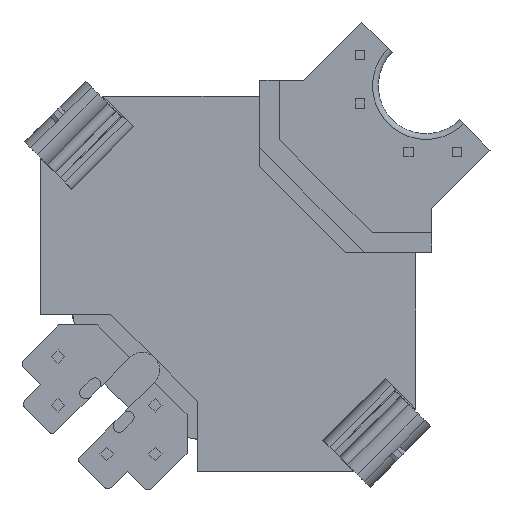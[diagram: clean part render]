
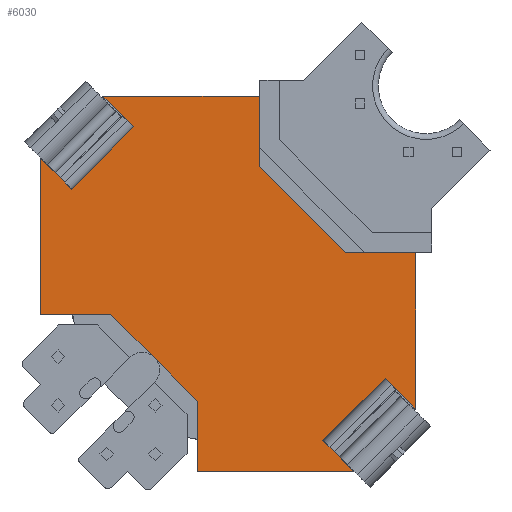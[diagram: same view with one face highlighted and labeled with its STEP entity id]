
A CAD part, front view. The second image highlights one B-rep face of the part: STEP entity #6030.
In plain terms, the highlighted face is planar.
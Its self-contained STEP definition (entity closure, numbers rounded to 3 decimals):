
#41 = VECTOR ( 'NONE', #4104, 1000. ) ;
#138 = CARTESIAN_POINT ( 'NONE',  ( 0., 0., -10.41 ) ) ;
#202 = CARTESIAN_POINT ( 'NONE',  ( 0., -17.43, 0. ) ) ;
#267 = DIRECTION ( 'NONE',  ( 0., 0., -1. ) ) ;
#373 = DIRECTION ( 'NONE',  ( 0., -1., 0. ) ) ;
#385 = VECTOR ( 'NONE', #1789, 1000. ) ;
#457 = LINE ( 'NONE', #4347, #6197 ) ;
#532 = DIRECTION ( 'NONE',  ( 0., 0.707, -0.707 ) ) ;
#594 = CARTESIAN_POINT ( 'NONE',  ( 0., 0., -5.79 ) ) ;
#688 = CARTESIAN_POINT ( 'NONE',  ( 0., -23.22, -5.79 ) ) ;
#708 = ORIENTED_EDGE ( 'NONE', *, *, #6313, .T. ) ;
#721 = FACE_OUTER_BOUND ( 'NONE', #6568, .T. ) ;
#776 = CARTESIAN_POINT ( 'NONE',  ( 0., -5.79, -16.2 ) ) ;
#843 = CARTESIAN_POINT ( 'NONE',  ( 0., 0., -10.41 ) ) ;
#909 = CARTESIAN_POINT ( 'NONE',  ( 0., -23.22, -10.41 ) ) ;
#916 = VERTEX_POINT ( 'NONE', #1228 ) ;
#924 = VERTEX_POINT ( 'NONE', #202 ) ;
#976 = VERTEX_POINT ( 'NONE', #5195 ) ;
#1017 = LINE ( 'NONE', #4002, #6204 ) ;
#1032 = CARTESIAN_POINT ( 'NONE',  ( 0., -8.39, -2.6 ) ) ;
#1034 = CARTESIAN_POINT ( 'NONE',  ( 0., -23.22, -5.79 ) ) ;
#1112 = VERTEX_POINT ( 'NONE', #2281 ) ;
#1156 = LINE ( 'NONE', #1584, #5071 ) ;
#1198 = VECTOR ( 'NONE', #2158, 1000. ) ;
#1228 = CARTESIAN_POINT ( 'NONE',  ( 0., -17.43, -16.2 ) ) ;
#1235 = LINE ( 'NONE', #2696, #5923 ) ;
#1295 = VECTOR ( 'NONE', #532, 1000. ) ;
#1296 = VERTEX_POINT ( 'NONE', #4579 ) ;
#1374 = CARTESIAN_POINT ( 'NONE',  ( 0., 0., -5.79 ) ) ;
#1501 = VERTEX_POINT ( 'NONE', #1032 ) ;
#1525 = LINE ( 'NONE', #3546, #3747 ) ;
#1584 = CARTESIAN_POINT ( 'NONE',  ( 0., -23.22, -10.41 ) ) ;
#1720 = CARTESIAN_POINT ( 'NONE',  ( 0., 0., -16.2 ) ) ;
#1775 = CARTESIAN_POINT ( 'NONE',  ( 0., -14.83, -2.6 ) ) ;
#1779 = LINE ( 'NONE', #688, #4962 ) ;
#1789 = DIRECTION ( 'NONE',  ( 0., -0.707, -0.707 ) ) ;
#1800 = EDGE_CURVE ( 'NONE', #3100, #916, #6347, .T. ) ;
#1812 = DIRECTION ( 'NONE',  ( 0., -1., 0. ) ) ;
#1873 = CARTESIAN_POINT ( 'NONE',  ( 0., -23.22, -10.41 ) ) ;
#1880 = CARTESIAN_POINT ( 'NONE',  ( 0., -8.39, -2.6 ) ) ;
#1916 = EDGE_CURVE ( 'NONE', #6532, #1501, #6010, .T. ) ;
#1976 = CARTESIAN_POINT ( 'NONE',  ( 0., 0., -5.79 ) ) ;
#1980 = VERTEX_POINT ( 'NONE', #5012 ) ;
#2079 = ORIENTED_EDGE ( 'NONE', *, *, #4235, .F. ) ;
#2158 = DIRECTION ( 'NONE',  ( 0., -1., 0. ) ) ;
#2281 = CARTESIAN_POINT ( 'NONE',  ( 0., -20.93, -5.79 ) ) ;
#2314 = EDGE_CURVE ( 'NONE', #1112, #3525, #1779, .T. ) ;
#2327 = ORIENTED_EDGE ( 'NONE', *, *, #5787, .T. ) ;
#2350 = VECTOR ( 'NONE', #267, 1000. ) ;
#2480 = ORIENTED_EDGE ( 'NONE', *, *, #5342, .T. ) ;
#2489 = ORIENTED_EDGE ( 'NONE', *, *, #5873, .T. ) ;
#2517 = EDGE_CURVE ( 'NONE', #916, #6266, #1156, .T. ) ;
#2573 = LINE ( 'NONE', #1976, #41 ) ;
#2592 = ORIENTED_EDGE ( 'NONE', *, *, #2314, .T. ) ;
#2621 = LINE ( 'NONE', #3050, #1295 ) ;
#2637 = ORIENTED_EDGE ( 'NONE', *, *, #1916, .T. ) ;
#2671 = VERTEX_POINT ( 'NONE', #776 ) ;
#2696 = CARTESIAN_POINT ( 'NONE',  ( 0., -5.79, -16.2 ) ) ;
#2744 = PLANE ( 'NONE',  #3115 ) ;
#2788 = DIRECTION ( 'NONE',  ( 0., -0.707, 0.707 ) ) ;
#2794 = VERTEX_POINT ( 'NONE', #1374 ) ;
#3034 = DIRECTION ( 'NONE',  ( 0., -0.707, 0.707 ) ) ;
#3050 = CARTESIAN_POINT ( 'NONE',  ( 0., -17.43, 0. ) ) ;
#3100 = VERTEX_POINT ( 'NONE', #5263 ) ;
#3115 = AXIS2_PLACEMENT_3D ( 'NONE', #1720, #4688, #3275 ) ;
#3144 = EDGE_CURVE ( 'NONE', #2671, #976, #1235, .T. ) ;
#3218 = DIRECTION ( 'NONE',  ( 0., -1., 0. ) ) ;
#3275 = DIRECTION ( 'NONE',  ( 0., -1., 0. ) ) ;
#3280 = CARTESIAN_POINT ( 'NONE',  ( 0., -17.43, -16.2 ) ) ;
#3488 = ORIENTED_EDGE ( 'NONE', *, *, #2517, .T. ) ;
#3499 = ORIENTED_EDGE ( 'NONE', *, *, #4021, .T. ) ;
#3525 = VERTEX_POINT ( 'NONE', #1034 ) ;
#3546 = CARTESIAN_POINT ( 'NONE',  ( 0., -5.79, 0. ) ) ;
#3564 = LINE ( 'NONE', #909, #4901 ) ;
#3647 = VECTOR ( 'NONE', #5049, 1000. ) ;
#3701 = VERTEX_POINT ( 'NONE', #5382 ) ;
#3747 = VECTOR ( 'NONE', #5585, 1000. ) ;
#3749 = CARTESIAN_POINT ( 'NONE',  ( 0., -2.29, -5.79 ) ) ;
#3861 = DIRECTION ( 'NONE',  ( 0., 0., -1. ) ) ;
#3923 = LINE ( 'NONE', #5752, #5870 ) ;
#4002 = CARTESIAN_POINT ( 'NONE',  ( 0., -23.22, -5.79 ) ) ;
#4021 = EDGE_CURVE ( 'NONE', #5474, #1296, #4366, .T. ) ;
#4047 = LINE ( 'NONE', #138, #1198 ) ;
#4104 = DIRECTION ( 'NONE',  ( 0., 0.707, -0.707 ) ) ;
#4116 = VERTEX_POINT ( 'NONE', #843 ) ;
#4141 = DIRECTION ( 'NONE',  ( 0., 0.707, 0.707 ) ) ;
#4219 = ORIENTED_EDGE ( 'NONE', *, *, #5306, .F. ) ;
#4235 = EDGE_CURVE ( 'NONE', #3701, #6266, #3564, .T. ) ;
#4280 = ORIENTED_EDGE ( 'NONE', *, *, #5330, .T. ) ;
#4347 = CARTESIAN_POINT ( 'NONE',  ( 0., 0., -10.41 ) ) ;
#4366 = LINE ( 'NONE', #4903, #6491 ) ;
#4546 = DIRECTION ( 'NONE',  ( 0., 1., 0. ) ) ;
#4548 = LINE ( 'NONE', #594, #3647 ) ;
#4579 = CARTESIAN_POINT ( 'NONE',  ( 0., -2.29, -10.41 ) ) ;
#4688 = DIRECTION ( 'NONE',  ( -1., 0., 0. ) ) ;
#4790 = LINE ( 'NONE', #5825, #2350 ) ;
#4901 = VECTOR ( 'NONE', #373, 1000. ) ;
#4903 = CARTESIAN_POINT ( 'NONE',  ( 0., -2.29, -5.79 ) ) ;
#4945 = DIRECTION ( 'NONE',  ( 0., -0.707, -0.707 ) ) ;
#4962 = VECTOR ( 'NONE', #1812, 1000. ) ;
#5012 = CARTESIAN_POINT ( 'NONE',  ( 0., -5.79, 0. ) ) ;
#5013 = EDGE_CURVE ( 'NONE', #1112, #3701, #4790, .T. ) ;
#5049 = DIRECTION ( 'NONE',  ( 0., -1., 0. ) ) ;
#5071 = VECTOR ( 'NONE', #3034, 1000. ) ;
#5195 = CARTESIAN_POINT ( 'NONE',  ( 0., -8.39, -13.6 ) ) ;
#5263 = CARTESIAN_POINT ( 'NONE',  ( 0., -14.83, -13.6 ) ) ;
#5306 = EDGE_CURVE ( 'NONE', #4116, #1296, #4047, .T. ) ;
#5330 = EDGE_CURVE ( 'NONE', #924, #6532, #2621, .T. ) ;
#5342 = EDGE_CURVE ( 'NONE', #976, #3100, #3923, .T. ) ;
#5382 = CARTESIAN_POINT ( 'NONE',  ( 0., -20.93, -10.41 ) ) ;
#5474 = VERTEX_POINT ( 'NONE', #3749 ) ;
#5546 = ORIENTED_EDGE ( 'NONE', *, *, #5947, .T. ) ;
#5579 = ORIENTED_EDGE ( 'NONE', *, *, #6339, .T. ) ;
#5585 = DIRECTION ( 'NONE',  ( 0., 0.707, 0.707 ) ) ;
#5670 = ORIENTED_EDGE ( 'NONE', *, *, #1800, .T. ) ;
#5690 = ORIENTED_EDGE ( 'NONE', *, *, #3144, .T. ) ;
#5752 = CARTESIAN_POINT ( 'NONE',  ( 0., -8.39, -13.6 ) ) ;
#5787 = EDGE_CURVE ( 'NONE', #4116, #2671, #457, .T. ) ;
#5825 = CARTESIAN_POINT ( 'NONE',  ( 0., -20.93, -5.79 ) ) ;
#5870 = VECTOR ( 'NONE', #3218, 1000. ) ;
#5873 = EDGE_CURVE ( 'NONE', #2794, #5474, #4548, .T. ) ;
#5893 = ORIENTED_EDGE ( 'NONE', *, *, #5013, .F. ) ;
#5913 = VECTOR ( 'NONE', #4546, 1000. ) ;
#5923 = VECTOR ( 'NONE', #2788, 1000. ) ;
#5947 = EDGE_CURVE ( 'NONE', #1501, #1980, #1525, .T. ) ;
#6010 = LINE ( 'NONE', #1880, #5913 ) ;
#6030 = ADVANCED_FACE ( 'NONE', ( #721 ), #2744, .T. ) ;
#6197 = VECTOR ( 'NONE', #4945, 1000. ) ;
#6204 = VECTOR ( 'NONE', #4141, 1000. ) ;
#6266 = VERTEX_POINT ( 'NONE', #1873 ) ;
#6313 = EDGE_CURVE ( 'NONE', #3525, #924, #1017, .T. ) ;
#6339 = EDGE_CURVE ( 'NONE', #1980, #2794, #2573, .T. ) ;
#6347 = LINE ( 'NONE', #3280, #385 ) ;
#6491 = VECTOR ( 'NONE', #3861, 1000. ) ;
#6532 = VERTEX_POINT ( 'NONE', #1775 ) ;
#6568 = EDGE_LOOP ( 'NONE', ( #5893, #2592, #708, #4280, #2637, #5546, #5579, #2489, #3499, #4219, #2327, #5690, #2480, #5670, #3488, #2079 ) ) ;
